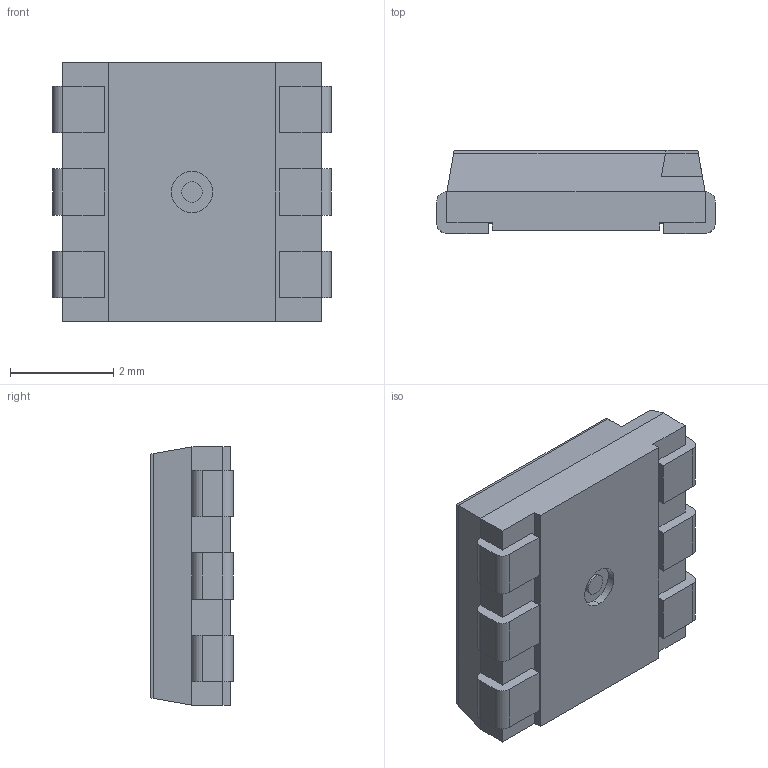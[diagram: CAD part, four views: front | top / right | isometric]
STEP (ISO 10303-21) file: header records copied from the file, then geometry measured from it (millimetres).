
FILE_DESCRIPTION (( 'STEP AP214' ), '1' );
FILE_NAME ('QBLP679E-RGB.STEP', '2020-02-09T17:27:23', ( '' ), ( '' ), 'SwSTEP 2.0', 'SolidWorks 2017', '' );
FILE_SCHEMA (( 'AUTOMOTIVE_DESIGN' ));
Length unit declared in the file: millimetre
Products named in the file (1): QBLP679E-RGB
Bounding box: 5.4 x 1.6 x 5 mm (x, y, z)
Volume: 29.2 mm3; surface area: 127.1 mm2
Topology: 8 solids, 8 shells, 88 faces, 203 edges, 134 vertices
Faces by surface type: plane 68, cylinder 16, cone 4
Entity records: 2576 total; most frequent: CARTESIAN_POINT 426, DIRECTION 421, ORIENTED_EDGE 406, EDGE_CURVE 203, VECTOR 163, LINE 163, VERTEX_POINT 134, AXIS2_PLACEMENT_3D 129
